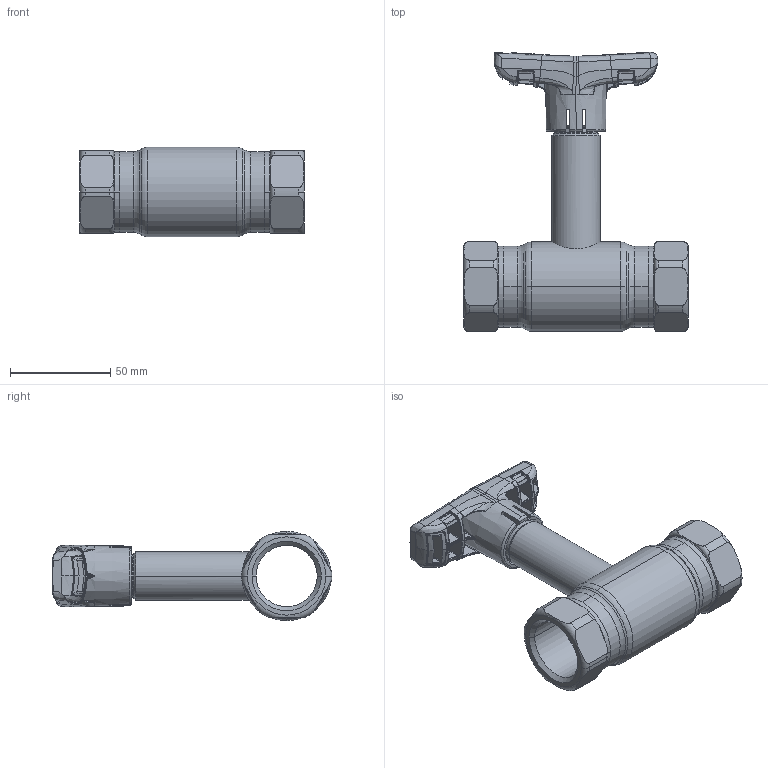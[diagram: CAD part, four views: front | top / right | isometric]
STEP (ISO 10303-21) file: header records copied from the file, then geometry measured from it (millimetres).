
FILE_DESCRIPTION (( 'STEP AP214' ), '1' );
FILE_NAME ('2025002001-0400.step', '2023-12-18T09:57:09', ( '' ), ( '' ), 'SwSTEP 2.0', 'SolidWorks 2021', '' );
FILE_SCHEMA (( 'AUTOMOTIVE_DESIGN' ));
Length unit declared in the file: millimetre
Products named in the file (1): 2025002001-0400
Bounding box: 112 x 139.28 x 44.5 mm (x, y, z)
Surface area: 41061 mm2 (no closed solid volume)
Topology: 0 solids, 6 shells, 640 faces, 1890 edges, 1193 vertices
Faces by surface type: bspline 462, plane 57, cylinder 56, torus 39, cone 18, sphere 8
Entity records: 56414 total; most frequent: CARTESIAN_POINT 36696, ORIENTED_EDGE 3283, EDGE_CURVE 1880, DIRECTION 1378, B_SPLINE_CURVE_WITH_KNOTS 1280, VERTEX_POINT 1190, EDGE_LOOP 648, UNCERTAINTY_MEASURE_WITH_UNIT 639
